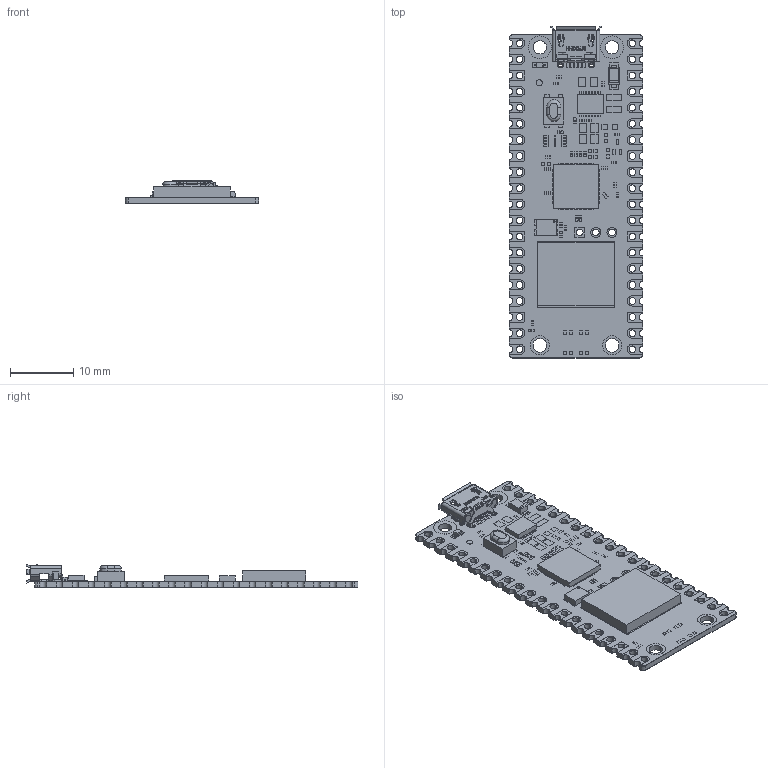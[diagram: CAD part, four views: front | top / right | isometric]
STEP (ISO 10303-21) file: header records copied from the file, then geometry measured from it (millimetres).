
FILE_DESCRIPTION(('STEP AP214'),'1');
FILE_NAME('PicoW-4.stp','2023-08-11T10:10:01',(' '),(' '),'Spatial InterOp 3D',' ',' ');
FILE_SCHEMA(('AUTOMOTIVE_DESIGN { 1 0 10303 214 1 1 1 1 }'));
Length unit declared in the file: millimetre
Products named in the file (14): Shapes; SOLDERMASK_TOP; Dielectric; SOLDERMASK_BOTTOM; rpi-picow-r3-2.brd; Symbols; AVAGO_QSM; FCI_10103594-0001LF; RF_SHIELD_PICOW; RPI_RP2040; RT-WDFN-14AL; SOD123FL; TONEPARTS_TP-1221U-K9K5325; XTAL320X250X100
Assembly tree (13 placements, depth 3):
  rpi-picow-r3-2.brd
    Shapes
      SOLDERMASK_TOP
      Dielectric
      SOLDERMASK_BOTTOM
    Symbols
      AVAGO_QSM
      FCI_10103594-0001LF
      RF_SHIELD_PICOW
      RPI_RP2040
      RT-WDFN-14AL
      SOD123FL
      TONEPARTS_TP-1221U-K9K5325
      XTAL320X250X100
Bounding box: 21 x 52.35 x 3.66 mm (x, y, z)
Volume: 1228 mm3; surface area: 6490.3 mm2
Topology: 24 solids, 24 shells, 3084 faces, 9025 edges, 5983 vertices
Faces by surface type: plane 2060, cylinder 1000, bspline 20, cone 2, torus 2
Entity records: 105680 total; most frequent: CARTESIAN_POINT 19501, ORIENTED_EDGE 18050, DIRECTION 17100, EDGE_CURVE 9025, LINE 6984, VECTOR 6984, VERTEX_POINT 5983, AXIS2_PLACEMENT_3D 5058
